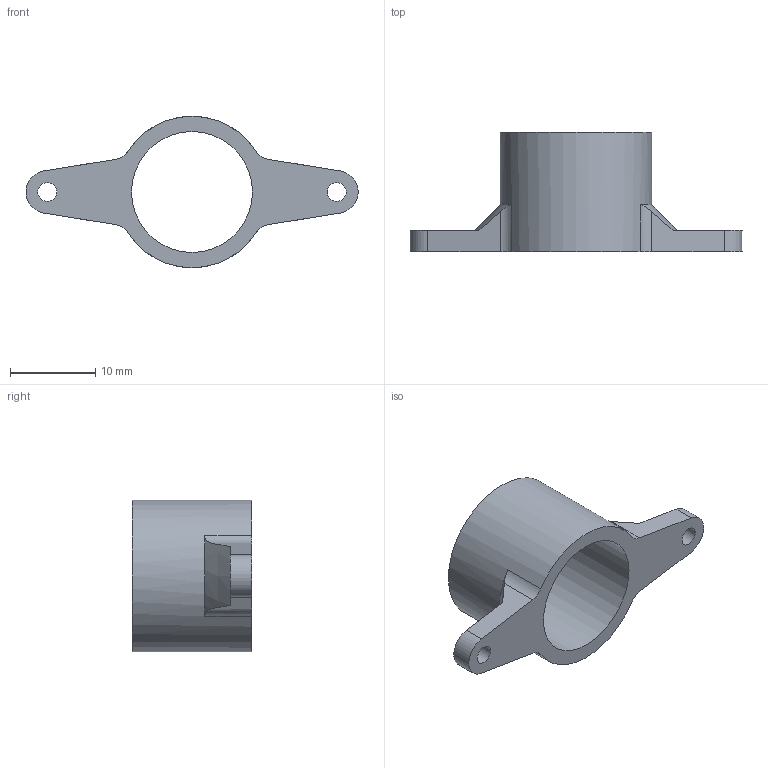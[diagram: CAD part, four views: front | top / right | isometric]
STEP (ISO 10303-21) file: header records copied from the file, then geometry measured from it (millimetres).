
FILE_DESCRIPTION(/* description */ (''),/* implementation_level */ '2;1');
FILE_NAME(/* name */ 'M12Lens_Shutter.stp',/* time_stamp */ '2024-03-06T17:36:35+09:00',/* author */ ('Hanaoka'),/* organization */ (''),/* preprocessor_version */ 'ST-DEVELOPER v20',/* originating_system */ 'Autodesk Inventor 2024',/* authorisation */ '');
FILE_SCHEMA (('AUTOMOTIVE_DESIGN { 1 0 10303 214 3 1 1 }'));
Length unit declared in the file: millimetre
Products named in the file (1): M12Lens_Shutter
Bounding box: 38.98 x 14 x 17.8 mm (x, y, z)
Volume: 1639.8 mm3; surface area: 1940.9 mm2
Topology: 1 solids, 1 shells, 20 faces, 54 edges, 36 vertices
Faces by surface type: cylinder 10, plane 8, cone 2
Full cylindrical faces by diameter (mm): 2.2 x2, 14.2 x1, 17.8 x1
Entity records: 711 total; most frequent: CARTESIAN_POINT 147, DIRECTION 110, ORIENTED_EDGE 108, EDGE_CURVE 54, AXIS2_PLACEMENT_3D 43, VERTEX_POINT 36, EDGE_LOOP 26, LINE 24
